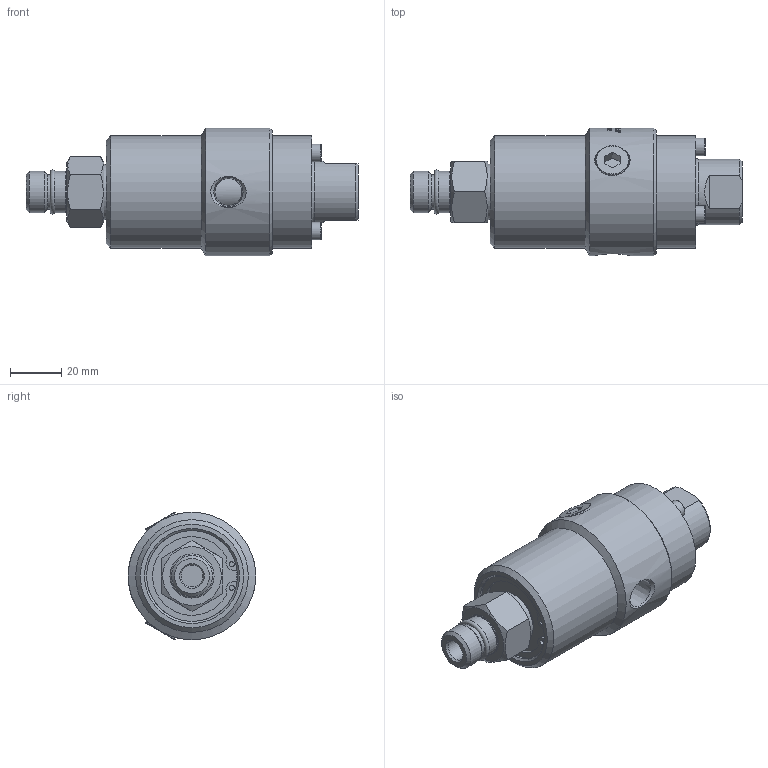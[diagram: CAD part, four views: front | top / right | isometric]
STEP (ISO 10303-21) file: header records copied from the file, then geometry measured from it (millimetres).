
FILE_DESCRIPTION(/* description */ (''),/* implementation_level */ '2;1');
FILE_NAME(/* name */ '903-141-192-IC.stp',/* time_stamp */ '2020-05-18T13:20:43-05:00',/* author */ ('Moorera'),/* organization */ (''),/* preprocessor_version */ 'ST-DEVELOPER v18.1',/* originating_system */ 'Autodesk Inventor 2020',/* authorisation */ '');
FILE_SCHEMA (('AUTOMOTIVE_DESIGN { 1 0 10303 214 3 1 1 }'));
Length unit declared in the file: millimetre
Products named in the file (1): 903-141-192-IC
Bounding box: 128.97 x 49.5 x 49.5 mm (x, y, z)
Volume: 141359.4 mm3; surface area: 23161.4 mm2
Topology: 2 solids, 2 shells, 427 faces, 1142 edges, 773 vertices
Faces by surface type: bspline 165, plane 161, cylinder 66, cone 28, torus 7
Full cylindrical faces by diameter (mm): 1.981 x2, 6.858 x3, 7.2 x3, 8.5 x1, 10.5 x1, 13.5 x1, 14.25 x1, 15.968 x1, 16.025 x1, 17.907 x1, 18.16 x1, 18.72 x1, 21.4 x1, 25.4 x1, 34.95 x1, 35.015 x1, 35.27 x1, 37.25 x1, 43.6 x1, 43.748 x1, 49.5 x1
Entity records: 49408 total; most frequent: CARTESIAN_POINT 39188, ORIENTED_EDGE 2278, DIRECTION 1733, EDGE_CURVE 1139, VERTEX_POINT 773, AXIS2_PLACEMENT_3D 637, EDGE_LOOP 490, LINE 459
